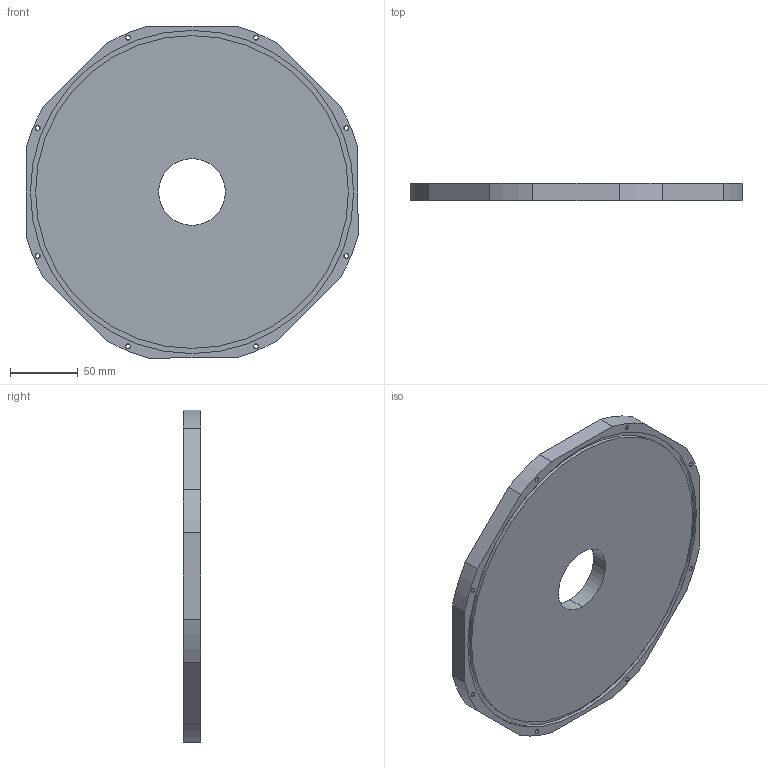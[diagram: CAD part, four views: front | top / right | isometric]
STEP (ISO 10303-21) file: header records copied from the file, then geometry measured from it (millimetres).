
FILE_DESCRIPTION (( 'STEP AP203' ), '1' );
FILE_NAME ('ND8_Backplate_ISO_100.STEP', '2023-11-21T17:39:32', ( '' ), ( '' ), 'SwSTEP 2.0', 'SolidWorks 2023', '' );
FILE_SCHEMA (( 'CONFIG_CONTROL_DESIGN' ));
Length unit declared in the file: inch
Products named in the file (1): ND8_Backplate_ISO_100
Bounding box: 244.6 x 12.7 x 244.6 mm (x, y, z)
Volume: 580984.6 mm3; surface area: 113428.8 mm2
Topology: 1 solids, 1 shells, 80 faces, 206 edges, 124 vertices
Faces by surface type: cylinder 50, cone 16, plane 14
Entity records: 2465 total; most frequent: DIRECTION 452, CARTESIAN_POINT 395, ORIENTED_EDGE 380, EDGE_CURVE 190, AXIS2_PLACEMENT_3D 181, VERTEX_POINT 124, EDGE_LOOP 110, CIRCLE 100
